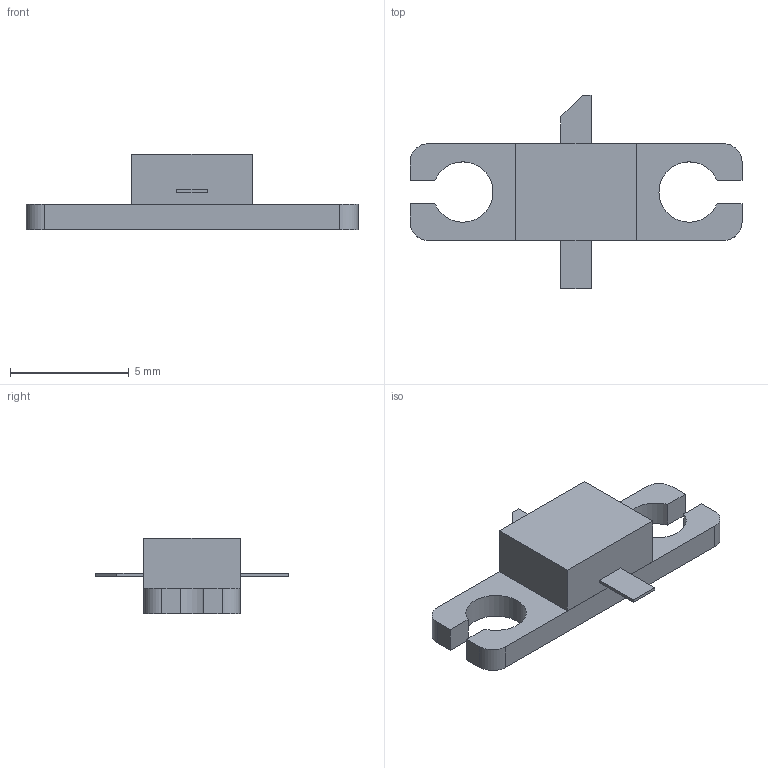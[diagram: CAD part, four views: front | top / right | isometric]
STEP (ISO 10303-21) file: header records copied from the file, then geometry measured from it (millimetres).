
FILE_DESCRIPTION(/* description */ (''),/* implementation_level */ '2;1');
FILE_NAME(/* name */ '5f47334f173cac14b72f112b',/* time_stamp */ '2020-08-27T04:15:13+00:00',/* author */ (''),/* organization */ (''),/* preprocessor_version */ 'ST-DEVELOPER v16.7',/* originating_system */ $,/* authorisation */ $);
FILE_SCHEMA (('AUTOMOTIVE_DESIGN {1 0 10303 214 3 1 1}'));
Length unit declared in the file: metre
Products named in the file (4): Part 4; Part 3; Part 2; Part 1
Bounding box: 13.97 x 8.13 x 3.17 mm (x, y, z)
Volume: 91.3 mm3; surface area: 233.8 mm2
Topology: 4 solids, 4 shells, 37 faces, 87 edges, 58 vertices
Faces by surface type: plane 31, cylinder 6
Entity records: 1160 total; most frequent: CARTESIAN_POINT 186, DIRECTION 181, ORIENTED_EDGE 174, EDGE_CURVE 87, LINE 75, VECTOR 75, VERTEX_POINT 58, AXIS2_PLACEMENT_3D 53
